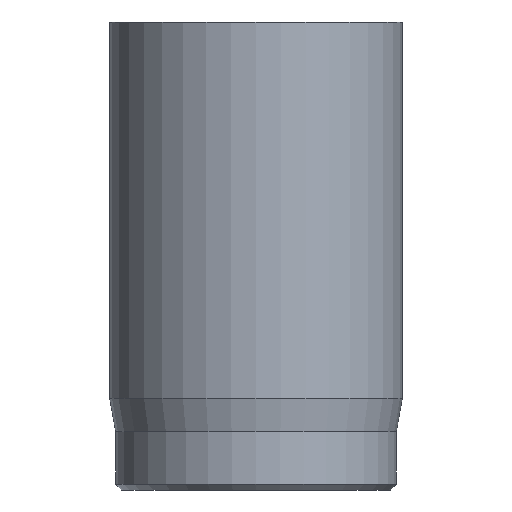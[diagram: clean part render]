
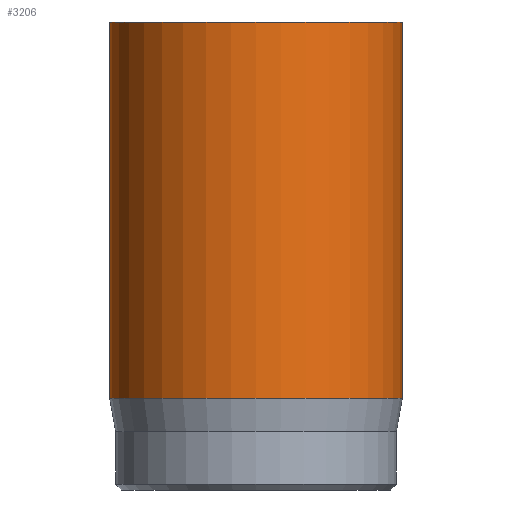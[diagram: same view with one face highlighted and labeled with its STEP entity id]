
A CAD part, front view. The second image highlights one B-rep face of the part: STEP entity #3206.
In plain terms, the highlighted cylindrical face has radius 2.5 mm (diameter 5 mm), a full revolution.
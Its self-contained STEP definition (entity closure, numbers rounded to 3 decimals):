
#31=CYLINDRICAL_SURFACE('',#3363,2.5);
#44=CIRCLE('',#3342,2.5);
#55=CIRCLE('',#3361,2.5);
#56=CIRCLE('',#3362,2.5);
#302=FACE_OUTER_BOUND('',#488,.T.);
#488=EDGE_LOOP('',(#2850,#2851,#2852,#2853,#2854));
#733=LINE('',#6021,#984);
#984=VECTOR('',#3770,2.5);
#1481=VERTEX_POINT('',#5980);
#1492=VERTEX_POINT('',#6015);
#1493=VERTEX_POINT('',#6016);
#1934=EDGE_CURVE('',#1481,#1481,#44,.T.);
#1950=EDGE_CURVE('',#1492,#1493,#55,.T.);
#1951=EDGE_CURVE('',#1493,#1492,#56,.T.);
#1953=EDGE_CURVE('',#1481,#1492,#733,.T.);
#2850=ORIENTED_EDGE('',*,*,#1934,.T.);
#2851=ORIENTED_EDGE('',*,*,#1953,.T.);
#2852=ORIENTED_EDGE('',*,*,#1950,.T.);
#2853=ORIENTED_EDGE('',*,*,#1951,.T.);
#2854=ORIENTED_EDGE('',*,*,#1953,.F.);
#3206=ADVANCED_FACE('',(#302),#31,.T.);
#3342=AXIS2_PLACEMENT_3D('',#5981,#3720,#3721);
#3361=AXIS2_PLACEMENT_3D('',#6017,#3763,#3764);
#3362=AXIS2_PLACEMENT_3D('',#6018,#3765,#3766);
#3363=AXIS2_PLACEMENT_3D('',#6020,#3768,#3769);
#3720=DIRECTION('center_axis',(0.,0.,-1.));
#3721=DIRECTION('ref_axis',(-1.,0.,0.));
#3763=DIRECTION('center_axis',(0.,0.,1.));
#3764=DIRECTION('ref_axis',(-1.,0.,0.));
#3765=DIRECTION('center_axis',(0.,0.,1.));
#3766=DIRECTION('ref_axis',(-1.,0.,0.));
#3768=DIRECTION('center_axis',(0.,0.,1.));
#3769=DIRECTION('ref_axis',(-1.,0.,0.));
#3770=DIRECTION('',(0.,0.,-1.));
#5980=CARTESIAN_POINT('',(2.5,0.,8.));
#5981=CARTESIAN_POINT('Origin',(0.,0.,8.));
#6015=CARTESIAN_POINT('',(2.5,0.,1.567));
#6016=CARTESIAN_POINT('',(-2.5,0.,1.567));
#6017=CARTESIAN_POINT('Origin',(0.,0.,1.567));
#6018=CARTESIAN_POINT('Origin',(0.,0.,1.567));
#6020=CARTESIAN_POINT('Origin',(0.,0.,0.));
#6021=CARTESIAN_POINT('',(2.5,0.,0.));
